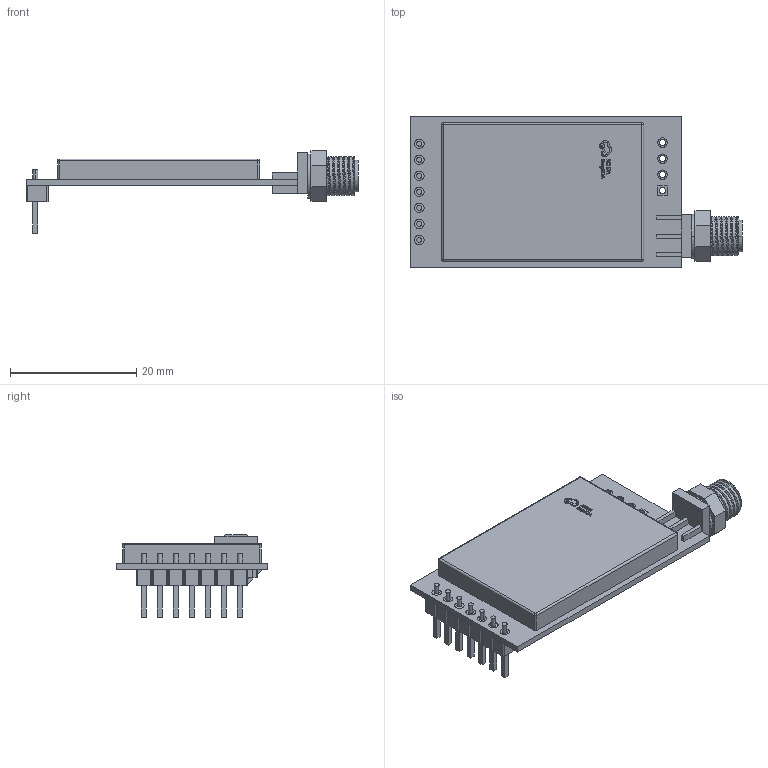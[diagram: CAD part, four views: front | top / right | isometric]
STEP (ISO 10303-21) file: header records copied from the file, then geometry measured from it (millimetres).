
FILE_DESCRIPTION (( 'STEP AP203' ), '1' );
FILE_NAME ('脣渀Lora耀輸.STEP', '2023-07-19T12:21:46', ( '' ), ( '' ), 'SwSTEP 2.0', 'SolidWorks 2021', '' );
FILE_SCHEMA (( 'CONFIG_CONTROL_DESIGN' ));
Length unit declared in the file: millimetre
Products named in the file (5): WIRELM-TH_E32-TTL-1W.step; COMPOUND.step; 3D_PCB1_2023-07-19.step; 脣渀Lora耀輸; U1.step
Assembly tree (4 placements, depth 5):
  脣渀Lora耀輸
    3D_PCB1_2023-07-19.step
      U1.step
        WIRELM-TH_E32-TTL-1W.step
          COMPOUND.step
Bounding box: 52.6 x 24 x 13.04 mm (x, y, z)
Volume: 3783.5 mm3; surface area: 3451.9 mm2
Topology: 28 solids, 28 shells, 495 faces, 1276 edges, 874 vertices
Faces by surface type: plane 340, bspline 101, cylinder 50, sphere 4
Entity records: 17152 total; most frequent: CARTESIAN_POINT 5166, ORIENTED_EDGE 2544, DIRECTION 1962, EDGE_CURVE 1272, LINE 904, VECTOR 904, VERTEX_POINT 874, EDGE_LOOP 556
